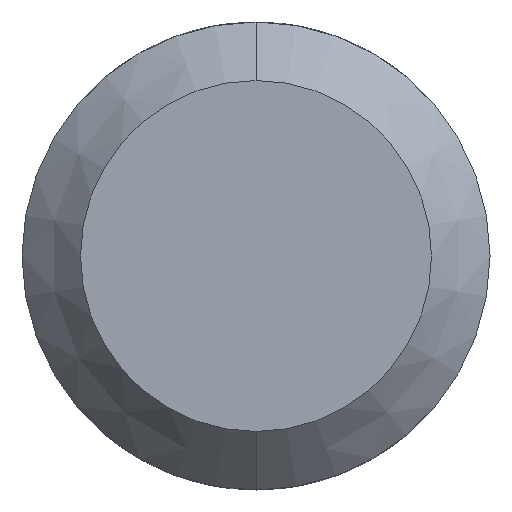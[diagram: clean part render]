
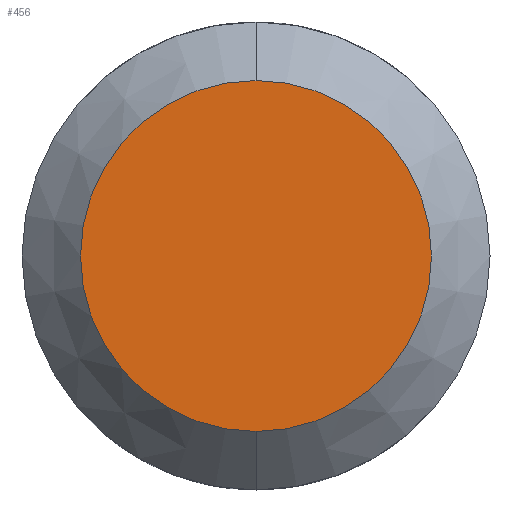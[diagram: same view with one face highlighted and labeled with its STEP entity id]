
A CAD part, front view. The second image highlights one B-rep face of the part: STEP entity #456.
In plain terms, the highlighted planar face has unit normal (0, -1, 0).
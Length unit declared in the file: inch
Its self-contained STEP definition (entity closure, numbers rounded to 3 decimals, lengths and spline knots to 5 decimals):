
#18 = CARTESIAN_POINT ( 'NONE',  ( 0., -27.08661, 0. ) ) ;
#20 = DIRECTION ( 'NONE',  ( 0., 0., 1. ) ) ;
#78 = VERTEX_POINT ( 'NONE', #267 ) ;
#85 = DIRECTION ( 'NONE',  ( 0., 1., 0. ) ) ;
#101 = FACE_OUTER_BOUND ( 'NONE', #264, .T. ) ;
#117 = PLANE ( 'NONE',  #554 ) ;
#134 = DIRECTION ( 'NONE',  ( 0., -1., 0. ) ) ;
#246 = CARTESIAN_POINT ( 'NONE',  ( 0., -27.08661, -0.11811 ) ) ;
#264 = EDGE_LOOP ( 'NONE', ( #395, #414 ) ) ;
#267 = CARTESIAN_POINT ( 'NONE',  ( 0., -27.08661, 0.11811 ) ) ;
#294 = CARTESIAN_POINT ( 'NONE',  ( 0.05906, -27.08661, 0. ) ) ;
#325 = CIRCLE ( 'NONE', #611, 0.11811 ) ;
#395 = ORIENTED_EDGE ( 'NONE', *, *, #413, .F. ) ;
#413 = EDGE_CURVE ( 'NONE', #78, #489, #325, .T. ) ;
#414 = ORIENTED_EDGE ( 'NONE', *, *, #527, .F. ) ;
#417 = DIRECTION ( 'NONE',  ( 0., 0., -1. ) ) ;
#422 = CARTESIAN_POINT ( 'NONE',  ( 0., -27.08661, 0. ) ) ;
#456 = ADVANCED_FACE ( 'NONE', ( #101 ), #117, .T. ) ;
#489 = VERTEX_POINT ( 'NONE', #246 ) ;
#527 = EDGE_CURVE ( 'NONE', #489, #78, #528, .T. ) ;
#528 = CIRCLE ( 'NONE', #592, 0.11811 ) ;
#554 = AXIS2_PLACEMENT_3D ( 'NONE', #294, #134, #417 ) ;
#592 = AXIS2_PLACEMENT_3D ( 'NONE', #422, #85, #640 ) ;
#611 = AXIS2_PLACEMENT_3D ( 'NONE', #18, #626, #20 ) ;
#626 = DIRECTION ( 'NONE',  ( 0., 1., 0. ) ) ;
#640 = DIRECTION ( 'NONE',  ( 0., 0., 1. ) ) ;
